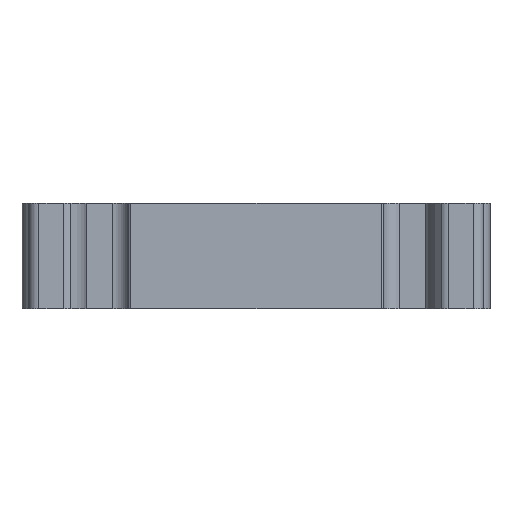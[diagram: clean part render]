
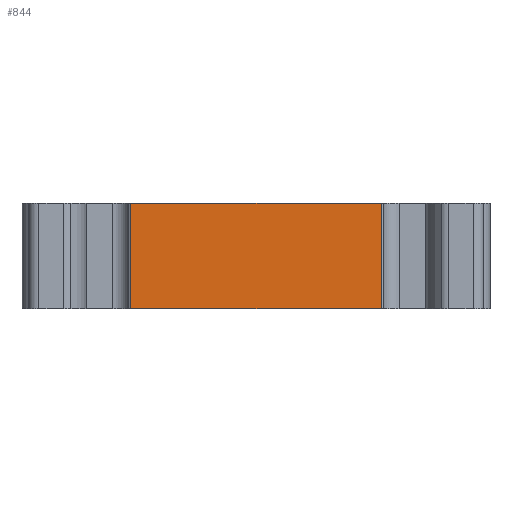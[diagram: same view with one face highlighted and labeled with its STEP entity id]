
A CAD part, front view. The second image highlights one B-rep face of the part: STEP entity #844.
In plain terms, the highlighted planar face has unit normal (0, -1, 0).
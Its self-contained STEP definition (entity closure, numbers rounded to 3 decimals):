
#30 = CARTESIAN_POINT ( 'NONE',  ( 1764.32, 547.594, 10. ) ) ;
#39 = CARTESIAN_POINT ( 'NONE',  ( 1788.12, 547.594, 10. ) ) ;
#42 = CARTESIAN_POINT ( 'NONE',  ( 1788.12, 547.594, 0. ) ) ;
#58 = CARTESIAN_POINT ( 'NONE',  ( 1764.32, 547.594, 0. ) ) ;
#90 = EDGE_LOOP ( 'NONE', ( #441, #353, #375, #326 ) ) ;
#326 = ORIENTED_EDGE ( 'NONE', *, *, #969, .F. ) ;
#353 = ORIENTED_EDGE ( 'NONE', *, *, #825, .F. ) ;
#375 = ORIENTED_EDGE ( 'NONE', *, *, #995, .F. ) ;
#441 = ORIENTED_EDGE ( 'NONE', *, *, #959, .T. ) ;
#465 = VERTEX_POINT ( 'NONE', #30 ) ;
#469 = VERTEX_POINT ( 'NONE', #39 ) ;
#491 = VERTEX_POINT ( 'NONE', #42 ) ;
#500 = VERTEX_POINT ( 'NONE', #58 ) ;
#602 = LINE ( 'NONE', #610, #1167 ) ;
#610 = CARTESIAN_POINT ( 'NONE',  ( 1788.12, 547.594, 0. ) ) ;
#617 = CARTESIAN_POINT ( 'NONE',  ( 1788.12, 547.594, -8.81 ) ) ;
#622 = DIRECTION ( 'NONE',  ( -1., 0., 0. ) ) ;
#642 = DIRECTION ( 'NONE',  ( 0., 0., 1. ) ) ;
#708 = DIRECTION ( 'NONE',  ( 0., 0., 1. ) ) ;
#729 = LINE ( 'NONE', #734, #1166 ) ;
#734 = CARTESIAN_POINT ( 'NONE',  ( 1764.32, 547.594, -8.81 ) ) ;
#825 = EDGE_CURVE ( 'NONE', #465, #469, #1609, .T. ) ;
#844 = ADVANCED_FACE ( 'NONE', ( #1722 ), #1683, .T. ) ;
#959 = EDGE_CURVE ( 'NONE', #491, #469, #1420, .T. ) ;
#969 = EDGE_CURVE ( 'NONE', #491, #500, #602, .T. ) ;
#995 = EDGE_CURVE ( 'NONE', #500, #465, #729, .T. ) ;
#1088 = VECTOR ( 'NONE', #642, 1000. ) ;
#1166 = VECTOR ( 'NONE', #708, 1000. ) ;
#1167 = VECTOR ( 'NONE', #622, 1000. ) ;
#1204 = VECTOR ( 'NONE', #1622, 1000. ) ;
#1242 = AXIS2_PLACEMENT_3D ( 'NONE', #1721, #1723, #1696 ) ;
#1420 = LINE ( 'NONE', #617, #1088 ) ;
#1600 = CARTESIAN_POINT ( 'NONE',  ( 1788.12, 547.594, 10. ) ) ;
#1609 = LINE ( 'NONE', #1600, #1204 ) ;
#1622 = DIRECTION ( 'NONE',  ( 1., 0., 0. ) ) ;
#1683 = PLANE ( 'NONE',  #1242 ) ;
#1696 = DIRECTION ( 'NONE',  ( 0., 0., -1. ) ) ;
#1721 = CARTESIAN_POINT ( 'NONE',  ( 1788.12, 547.594, -8.81 ) ) ;
#1722 = FACE_OUTER_BOUND ( 'NONE', #90, .T. ) ;
#1723 = DIRECTION ( 'NONE',  ( 0., -1., 0. ) ) ;
